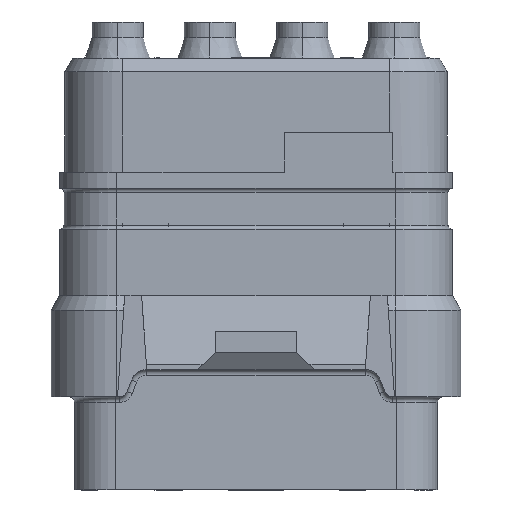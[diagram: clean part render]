
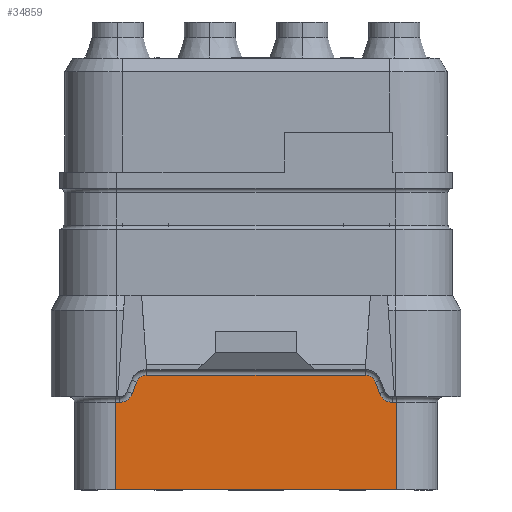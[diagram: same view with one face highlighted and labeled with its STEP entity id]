
A CAD part, front view. The second image highlights one B-rep face of the part: STEP entity #34859.
In plain terms, the highlighted planar face has unit normal (0, -1, 0).
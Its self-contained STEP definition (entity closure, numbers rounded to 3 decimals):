
#3930=DIRECTION('',(-1.,0.,0.));
#3931=VECTOR('',#3930,10.3);
#3932=CARTESIAN_POINT('',(5.15,-5.775,-11.63));
#3933=LINE('',#3932,#3931);
#5499=DIRECTION('',(0.,0.,-1.));
#5500=VECTOR('',#5499,3.2);
#5501=CARTESIAN_POINT('',(-5.15,-5.775,-8.43));
#5502=LINE('',#5501,#5500);
#6448=DIRECTION('',(-0.354,0.,0.935));
#6449=VECTOR('',#6448,0.447);
#6450=CARTESIAN_POINT('',(4.532,-5.775,-8.107));
#6451=LINE('',#6450,#6449);
#6462=CARTESIAN_POINT('',(5.,-5.775,-7.93));
#6463=DIRECTION('',(0.,1.,0.));
#6464=DIRECTION('',(0.,0.,-1.));
#6465=AXIS2_PLACEMENT_3D('',#6462,#6463,#6464);
#6480=DIRECTION('',(-1.,0.,0.));
#6481=VECTOR('',#6480,0.15);
#6482=CARTESIAN_POINT('',(5.15,-5.775,-8.43));
#6483=LINE('',#6482,#6481);
#6539=DIRECTION('',(0.,0.,-1.));
#6540=VECTOR('',#6539,3.2);
#6541=CARTESIAN_POINT('',(5.15,-5.775,-8.43));
#6542=LINE('',#6541,#6540);
#6552=DIRECTION('',(-1.,0.,0.));
#6553=VECTOR('',#6552,0.15);
#6554=CARTESIAN_POINT('',(-5.,-5.775,-8.43));
#6555=LINE('',#6554,#6553);
#6566=CARTESIAN_POINT('',(-5.,-5.775,-7.93));
#6567=DIRECTION('',(0.,1.,0.));
#6568=DIRECTION('',(0.935,0.,-0.354));
#6569=AXIS2_PLACEMENT_3D('',#6566,#6567,#6568);
#6584=DIRECTION('',(-0.354,0.,-0.935));
#6585=VECTOR('',#6584,0.447);
#6586=CARTESIAN_POINT('',(-4.374,-5.775,-7.689));
#6587=LINE('',#6586,#6585);
#6598=CARTESIAN_POINT('',(-4.,-5.775,-7.83));
#6599=DIRECTION('',(0.,-1.,0.));
#6600=DIRECTION('',(0.,0.,1.));
#6601=AXIS2_PLACEMENT_3D('',#6598,#6599,#6600);
#6612=DIRECTION('',(-1.,0.,0.));
#6613=VECTOR('',#6612,8.);
#6614=CARTESIAN_POINT('',(4.,-5.775,-7.43));
#6615=LINE('',#6614,#6613);
#6626=CARTESIAN_POINT('',(4.,-5.775,-7.83));
#6627=DIRECTION('',(0.,-1.,0.));
#6628=DIRECTION('',(0.935,0.,0.354));
#6629=AXIS2_PLACEMENT_3D('',#6626,#6627,#6628);
#22478=CARTESIAN_POINT('',(-5.15,-5.775,-11.63));
#22480=VERTEX_POINT('',#22478);
#22492=CARTESIAN_POINT('',(5.15,-5.775,-11.63));
#22493=VERTEX_POINT('',#22492);
#22566=CARTESIAN_POINT('',(-5.15,-5.775,-8.43));
#22567=VERTEX_POINT('',#22566);
#22570=CARTESIAN_POINT('',(-5.,-5.775,-8.43));
#22571=VERTEX_POINT('',#22570);
#22574=CARTESIAN_POINT('',(-4.532,-5.775,-8.107));
#22575=VERTEX_POINT('',#22574);
#22578=CARTESIAN_POINT('',(-4.374,-5.775,-7.689));
#22579=VERTEX_POINT('',#22578);
#22580=CARTESIAN_POINT('',(-4.,-5.775,-7.43));
#22581=VERTEX_POINT('',#22580);
#22582=CARTESIAN_POINT('',(4.,-5.775,-7.43));
#22583=VERTEX_POINT('',#22582);
#22584=CARTESIAN_POINT('',(4.374,-5.775,-7.689));
#22585=VERTEX_POINT('',#22584);
#22590=CARTESIAN_POINT('',(4.532,-5.775,-8.107));
#22591=VERTEX_POINT('',#22590);
#22594=CARTESIAN_POINT('',(5.,-5.775,-8.43));
#22595=VERTEX_POINT('',#22594);
#22598=CARTESIAN_POINT('',(5.15,-5.775,-8.43));
#22599=VERTEX_POINT('',#22598);
#34834=CARTESIAN_POINT('',(5.15,-5.775,-8.23));
#34835=DIRECTION('',(0.,-1.,0.));
#34836=DIRECTION('',(-1.,0.,0.));
#34837=AXIS2_PLACEMENT_3D('',#34834,#34835,#34836);
#34838=PLANE('',#34837);
#34840=ORIENTED_EDGE('',*,*,#34839,.F.);
#34842=ORIENTED_EDGE('',*,*,#34841,.F.);
#34844=ORIENTED_EDGE('',*,*,#34843,.F.);
#34846=ORIENTED_EDGE('',*,*,#34845,.F.);
#34848=ORIENTED_EDGE('',*,*,#34847,.F.);
#34850=ORIENTED_EDGE('',*,*,#34849,.F.);
#34851=ORIENTED_EDGE('',*,*,#34706,.F.);
#34852=ORIENTED_EDGE('',*,*,#34722,.F.);
#34853=ORIENTED_EDGE('',*,*,#34748,.F.);
#34854=ORIENTED_EDGE('',*,*,#34829,.T.);
#34855=ORIENTED_EDGE('',*,*,#32591,.T.);
#34856=ORIENTED_EDGE('',*,*,#33412,.F.);
#34857=EDGE_LOOP('',(#34840,#34842,#34844,#34846,#34848,#34850,#34851,#34852,
#34853,#34854,#34855,#34856));
#34858=FACE_OUTER_BOUND('',#34857,.F.);
#34859=ADVANCED_FACE('',(#34858),#34838,.T.);
#6466=CIRCLE('',#6465,0.5);
#6570=CIRCLE('',#6569,0.5);
#6602=CIRCLE('',#6601,0.4);
#6630=CIRCLE('',#6629,0.4);
#32591=EDGE_CURVE('',#22493,#22480,#3933,.T.);
#33412=EDGE_CURVE('',#22567,#22480,#5502,.T.);
#34706=EDGE_CURVE('',#22591,#22585,#6451,.T.);
#34722=EDGE_CURVE('',#22595,#22591,#6466,.T.);
#34748=EDGE_CURVE('',#22599,#22595,#6483,.T.);
#34829=EDGE_CURVE('',#22599,#22493,#6542,.T.);
#34839=EDGE_CURVE('',#22571,#22567,#6555,.T.);
#34841=EDGE_CURVE('',#22575,#22571,#6570,.T.);
#34843=EDGE_CURVE('',#22579,#22575,#6587,.T.);
#34845=EDGE_CURVE('',#22581,#22579,#6602,.T.);
#34847=EDGE_CURVE('',#22583,#22581,#6615,.T.);
#34849=EDGE_CURVE('',#22585,#22583,#6630,.T.);
